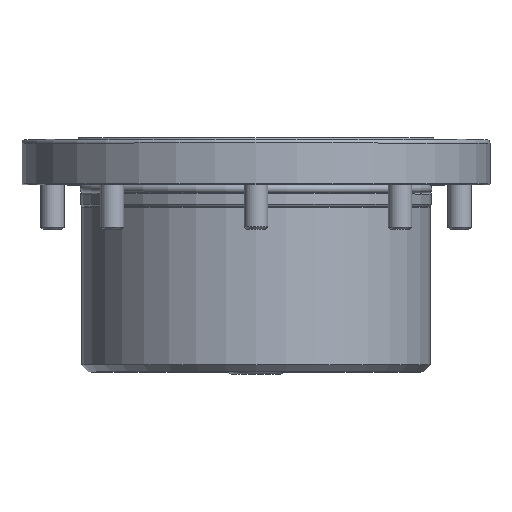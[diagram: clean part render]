
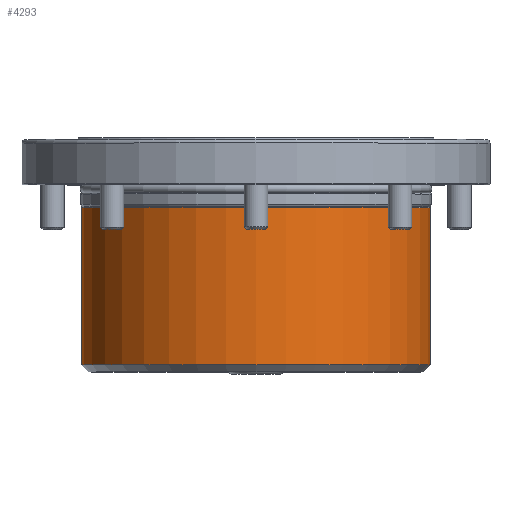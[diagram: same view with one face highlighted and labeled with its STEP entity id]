
A CAD part, top view. The second image highlights one B-rep face of the part: STEP entity #4293.
In plain terms, the highlighted cylindrical face has radius 37.3 mm (diameter 74.6 mm), a full revolution.
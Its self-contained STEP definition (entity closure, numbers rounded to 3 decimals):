
#668 = AXIS2_PLACEMENT_3D ( 'NONE', #6226, #15417, #3324 ) ;
#1506 = CARTESIAN_POINT ( 'NONE',  ( 0., -12.352, 0. ) ) ;
#2738 = FACE_OUTER_BOUND ( 'NONE', #4072, .T. ) ;
#3324 = DIRECTION ( 'NONE',  ( 1., 0., 0. ) ) ;
#3859 = EDGE_LOOP ( 'NONE', ( #6081 ) ) ;
#4072 = EDGE_LOOP ( 'NONE', ( #10953 ) ) ;
#4177 = CYLINDRICAL_SURFACE ( 'NONE', #11043, 37.3 ) ;
#4293 = ADVANCED_FACE ( 'NONE', ( #2738, #10966 ), #4177, .T. ) ;
#5033 = VERTEX_POINT ( 'NONE', #15974 ) ;
#5092 = DIRECTION ( 'NONE',  ( 0., 1., 0. ) ) ;
#6081 = ORIENTED_EDGE ( 'NONE', *, *, #9253, .T. ) ;
#6226 = CARTESIAN_POINT ( 'NONE',  ( 0., -14.9, 0. ) ) ;
#6713 = DIRECTION ( 'NONE',  ( 1., 0., 0. ) ) ;
#7715 = AXIS2_PLACEMENT_3D ( 'NONE', #14285, #5092, #11521 ) ;
#9141 = CIRCLE ( 'NONE', #668, 37.3 ) ;
#9253 = EDGE_CURVE ( 'NONE', #5033, #5033, #15055, .T. ) ;
#10953 = ORIENTED_EDGE ( 'NONE', *, *, #11498, .F. ) ;
#10966 = FACE_OUTER_BOUND ( 'NONE', #3859, .T. ) ;
#11043 = AXIS2_PLACEMENT_3D ( 'NONE', #1506, #16268, #6713 ) ;
#11498 = EDGE_CURVE ( 'NONE', #15805, #15805, #9141, .T. ) ;
#11521 = DIRECTION ( 'NONE',  ( 1., 0., 0. ) ) ;
#14285 = CARTESIAN_POINT ( 'NONE',  ( 0., -48.5, 0. ) ) ;
#15055 = CIRCLE ( 'NONE', #7715, 37.3 ) ;
#15417 = DIRECTION ( 'NONE',  ( 0., 1., 0. ) ) ;
#15805 = VERTEX_POINT ( 'NONE', #17034 ) ;
#15974 = CARTESIAN_POINT ( 'NONE',  ( 37.3, -48.5, 0. ) ) ;
#16268 = DIRECTION ( 'NONE',  ( 0., 1., 0. ) ) ;
#17034 = CARTESIAN_POINT ( 'NONE',  ( 37.3, -14.9, 0. ) ) ;
